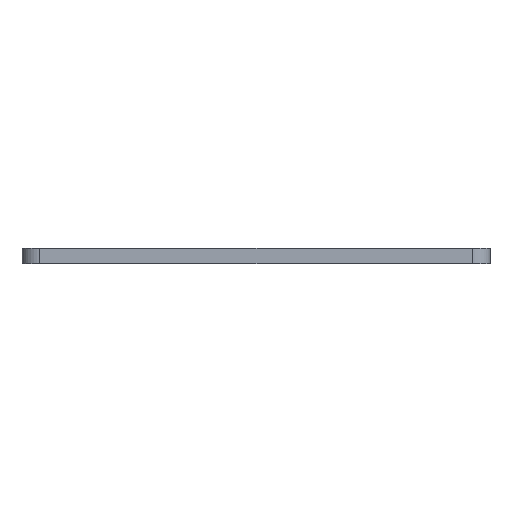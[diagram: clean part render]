
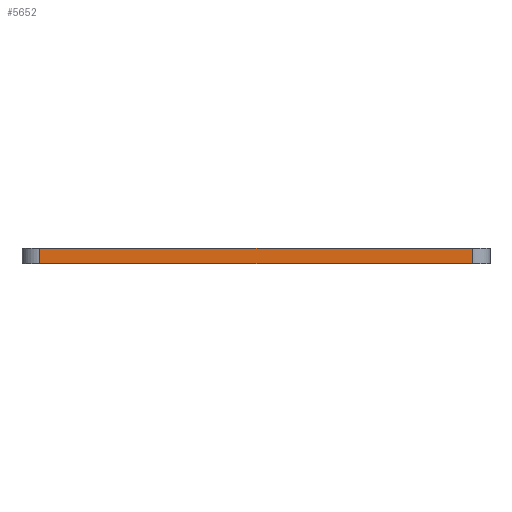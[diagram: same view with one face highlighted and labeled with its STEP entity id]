
A CAD part, left-side view. The second image highlights one B-rep face of the part: STEP entity #5652.
In plain terms, the highlighted planar face has unit normal (-1, 0, 0).
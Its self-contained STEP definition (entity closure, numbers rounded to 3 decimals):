
#81 = CARTESIAN_POINT ( 'NONE',  ( -63.5, -40.64, 1.5 ) ) ;
#815 = ORIENTED_EDGE ( 'NONE', *, *, #6165, .F. ) ;
#830 = EDGE_CURVE ( 'NONE', #2836, #2519, #7371, .T. ) ;
#1166 = CARTESIAN_POINT ( 'NONE',  ( -63.5, -40.64, 1.5 ) ) ;
#1598 = ORIENTED_EDGE ( 'NONE', *, *, #830, .F. ) ;
#1628 = CARTESIAN_POINT ( 'NONE',  ( -63.5, -40.64, -1.5 ) ) ;
#1774 = LINE ( 'NONE', #1628, #8766 ) ;
#1892 = DIRECTION ( 'NONE',  ( 0., 0., -1. ) ) ;
#2069 = VECTOR ( 'NONE', #2117, 1000. ) ;
#2117 = DIRECTION ( 'NONE',  ( 0., -1., 0. ) ) ;
#2323 = DIRECTION ( 'NONE',  ( 0., -1., 0. ) ) ;
#2519 = VERTEX_POINT ( 'NONE', #2545 ) ;
#2545 = CARTESIAN_POINT ( 'NONE',  ( -63.5, -40.64, -1.5 ) ) ;
#2815 = CARTESIAN_POINT ( 'NONE',  ( -63.5, -40.64, 1.5 ) ) ;
#2836 = VERTEX_POINT ( 'NONE', #2815 ) ;
#3106 = CARTESIAN_POINT ( 'NONE',  ( -63.5, 40.64, 1.5 ) ) ;
#3909 = LINE ( 'NONE', #81, #2069 ) ;
#4067 = DIRECTION ( 'NONE',  ( 1., 0., 0. ) ) ;
#4509 = ORIENTED_EDGE ( 'NONE', *, *, #4737, .T. ) ;
#4737 = EDGE_CURVE ( 'NONE', #7250, #8175, #7463, .T. ) ;
#5508 = DIRECTION ( 'NONE',  ( 0., 0., -1. ) ) ;
#5529 = VECTOR ( 'NONE', #1892, 1000. ) ;
#5625 = VECTOR ( 'NONE', #5508, 1000. ) ;
#5652 = ADVANCED_FACE ( 'NONE', ( #5895 ), #8234, .F. ) ;
#5800 = AXIS2_PLACEMENT_3D ( 'NONE', #8260, #4067, #8969 ) ;
#5809 = CARTESIAN_POINT ( 'NONE',  ( -63.5, 40.64, -1.5 ) ) ;
#5895 = FACE_OUTER_BOUND ( 'NONE', #7858, .T. ) ;
#6165 = EDGE_CURVE ( 'NONE', #7250, #2836, #3909, .T. ) ;
#7040 = ORIENTED_EDGE ( 'NONE', *, *, #7550, .T. ) ;
#7250 = VERTEX_POINT ( 'NONE', #3106 ) ;
#7371 = LINE ( 'NONE', #1166, #5529 ) ;
#7463 = LINE ( 'NONE', #7572, #5625 ) ;
#7550 = EDGE_CURVE ( 'NONE', #8175, #2519, #1774, .T. ) ;
#7572 = CARTESIAN_POINT ( 'NONE',  ( -63.5, 40.64, 1.5 ) ) ;
#7858 = EDGE_LOOP ( 'NONE', ( #7040, #1598, #815, #4509 ) ) ;
#8175 = VERTEX_POINT ( 'NONE', #5809 ) ;
#8234 = PLANE ( 'NONE',  #5800 ) ;
#8260 = CARTESIAN_POINT ( 'NONE',  ( -63.5, -40.64, 1.5 ) ) ;
#8766 = VECTOR ( 'NONE', #2323, 1000. ) ;
#8969 = DIRECTION ( 'NONE',  ( 0., 0., -1. ) ) ;
